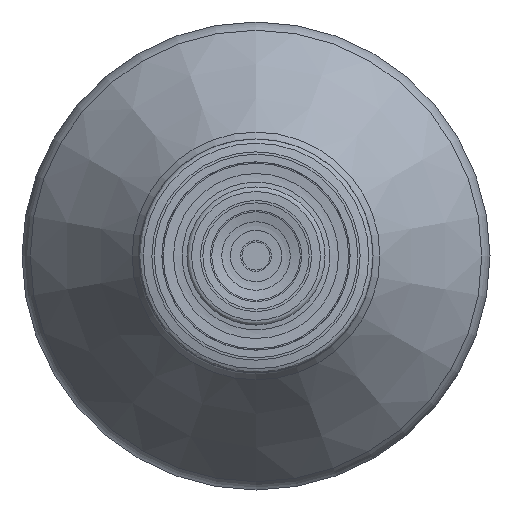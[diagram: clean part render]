
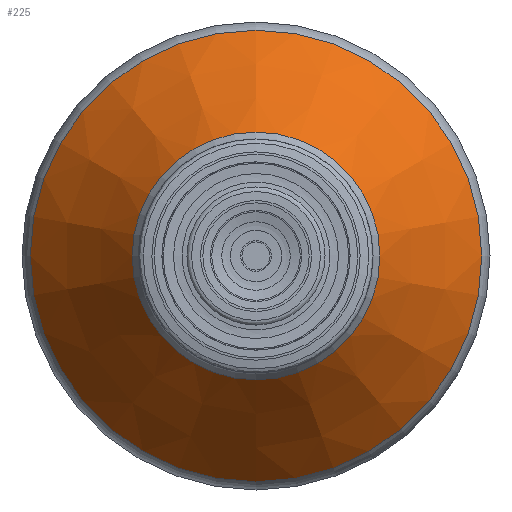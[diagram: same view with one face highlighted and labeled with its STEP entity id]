
A CAD part, left-side view. The second image highlights one B-rep face of the part: STEP entity #225.
In plain terms, the highlighted conical face has half-angle 36.87 degrees and reference radius 16.4 mm.
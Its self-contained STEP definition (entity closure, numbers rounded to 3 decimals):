
#203=CONICAL_SURFACE('',#892,16.4,36.87);
#225=ADVANCED_FACE('',(#312,#313),#203,.T.);
#312=FACE_BOUND('',#437,.T.);
#313=FACE_BOUND('',#438,.T.);
#437=EDGE_LOOP('',(#565));
#438=EDGE_LOOP('',(#566));
#565=ORIENTED_EDGE('',*,*,#743,.T.);
#566=ORIENTED_EDGE('',*,*,#742,.F.);
#678=VERTEX_POINT('',#1245);
#679=VERTEX_POINT('',#1248);
#742=EDGE_CURVE('',#678,#678,#806,.T.);
#743=EDGE_CURVE('',#679,#679,#807,.T.);
#806=CIRCLE('',#889,16.4);
#807=CIRCLE('',#891,9.);
#889=AXIS2_PLACEMENT_3D('',#1244,#1010,#1011);
#891=AXIS2_PLACEMENT_3D('',#1247,#1014,#1015);
#892=AXIS2_PLACEMENT_3D('',#1249,#1016,#1017);
#1010=DIRECTION('',(1.,0.,0.));
#1011=DIRECTION('',(0.,0.,1.));
#1014=DIRECTION('',(1.,0.,0.));
#1015=DIRECTION('',(0.,0.,1.));
#1016=DIRECTION('',(1.,0.,0.));
#1017=DIRECTION('',(0.,0.,-1.));
#1244=CARTESIAN_POINT('',(67.2,0.,0.));
#1245=CARTESIAN_POINT('',(67.2,0.,16.4));
#1247=CARTESIAN_POINT('',(57.333,0.,0.));
#1248=CARTESIAN_POINT('',(57.333,0.,9.));
#1249=CARTESIAN_POINT('',(67.2,0.,0.));
